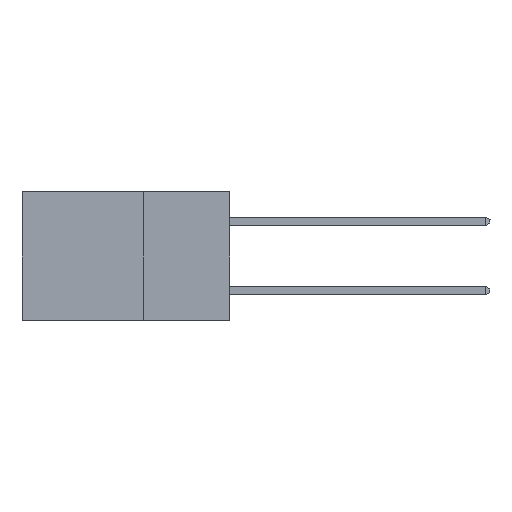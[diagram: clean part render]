
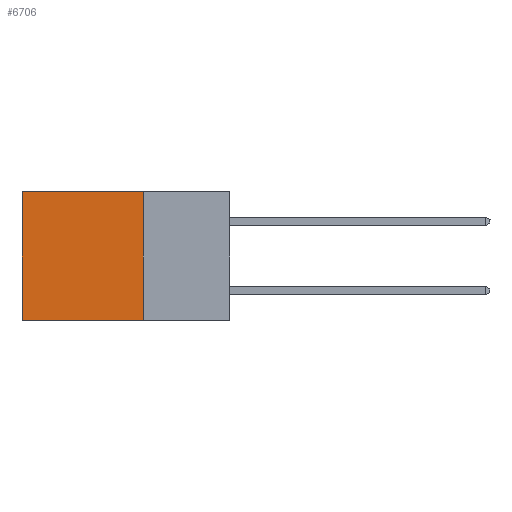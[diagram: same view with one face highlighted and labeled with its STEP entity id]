
A CAD part, left-side view. The second image highlights one B-rep face of the part: STEP entity #6706.
In plain terms, the highlighted planar face has unit normal (-1, 0, 0).
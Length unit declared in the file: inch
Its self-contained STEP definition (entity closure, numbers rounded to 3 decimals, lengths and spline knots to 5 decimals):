
#273 = CARTESIAN_POINT ( 'NONE',  ( 0.2615, 0.6, 0. ) ) ;
#1148 = EDGE_CURVE ( 'NONE', #10332, #11864, #4260, .T. ) ;
#1151 = CARTESIAN_POINT ( 'NONE',  ( 0.2615, 0.25, -0.37 ) ) ;
#1256 = DIRECTION ( 'NONE',  ( 0., 1., 0. ) ) ;
#1300 = AXIS2_PLACEMENT_3D ( 'NONE', #2680, #7148, #11583 ) ;
#1383 = EDGE_LOOP ( 'NONE', ( #6428, #5002, #9645, #10921 ) ) ;
#1520 = FACE_OUTER_BOUND ( 'NONE', #1383, .T. ) ;
#1537 = DIRECTION ( 'NONE',  ( 0., 0., -1. ) ) ;
#2484 = VERTEX_POINT ( 'NONE', #11790 ) ;
#2680 = CARTESIAN_POINT ( 'NONE',  ( 0.2615, 0.25, -0.37 ) ) ;
#2868 = CARTESIAN_POINT ( 'NONE',  ( 0.2615, 0.25, 0. ) ) ;
#2998 = VECTOR ( 'NONE', #13393, 39.37008 ) ;
#3372 = LINE ( 'NONE', #14204, #4961 ) ;
#4260 = LINE ( 'NONE', #13187, #2998 ) ;
#4961 = VECTOR ( 'NONE', #1256, 39.37008 ) ;
#4965 = EDGE_CURVE ( 'NONE', #7751, #11864, #3372, .T. ) ;
#5002 = ORIENTED_EDGE ( 'NONE', *, *, #4965, .F. ) ;
#6170 = DIRECTION ( 'NONE',  ( 0., 1., 0. ) ) ;
#6428 = ORIENTED_EDGE ( 'NONE', *, *, #1148, .T. ) ;
#6706 = ADVANCED_FACE ( 'NONE', ( #1520 ), #12688, .F. ) ;
#7112 = LINE ( 'NONE', #2868, #8907 ) ;
#7148 = DIRECTION ( 'NONE',  ( 1., 0., 0. ) ) ;
#7227 = CARTESIAN_POINT ( 'NONE',  ( 0.2615, 0.6, -0.37 ) ) ;
#7715 = EDGE_CURVE ( 'NONE', #2484, #10332, #7112, .T. ) ;
#7751 = VERTEX_POINT ( 'NONE', #1151 ) ;
#8090 = EDGE_CURVE ( 'NONE', #2484, #7751, #8187, .T. ) ;
#8187 = LINE ( 'NONE', #12637, #13495 ) ;
#8907 = VECTOR ( 'NONE', #6170, 39.37008 ) ;
#9645 = ORIENTED_EDGE ( 'NONE', *, *, #8090, .F. ) ;
#10332 = VERTEX_POINT ( 'NONE', #273 ) ;
#10921 = ORIENTED_EDGE ( 'NONE', *, *, #7715, .T. ) ;
#11583 = DIRECTION ( 'NONE',  ( 0., 0., -1. ) ) ;
#11790 = CARTESIAN_POINT ( 'NONE',  ( 0.2615, 0.25, 0. ) ) ;
#11864 = VERTEX_POINT ( 'NONE', #7227 ) ;
#12637 = CARTESIAN_POINT ( 'NONE',  ( 0.2615, 0.25, -0.37 ) ) ;
#12688 = PLANE ( 'NONE',  #1300 ) ;
#13187 = CARTESIAN_POINT ( 'NONE',  ( 0.2615, 0.6, -0.37 ) ) ;
#13393 = DIRECTION ( 'NONE',  ( 0., 0., -1. ) ) ;
#13495 = VECTOR ( 'NONE', #1537, 39.37008 ) ;
#14204 = CARTESIAN_POINT ( 'NONE',  ( 0.2615, 0.25, -0.37 ) ) ;
